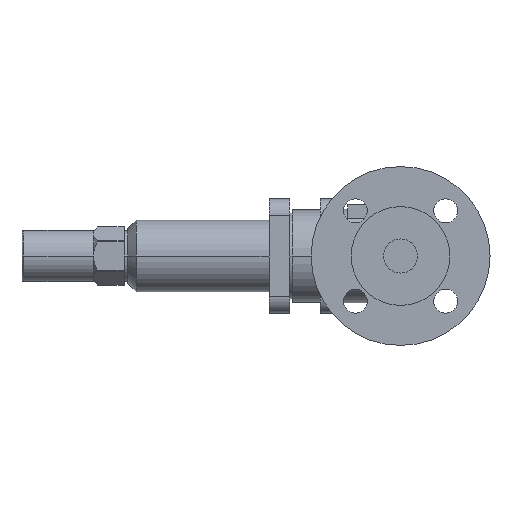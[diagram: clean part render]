
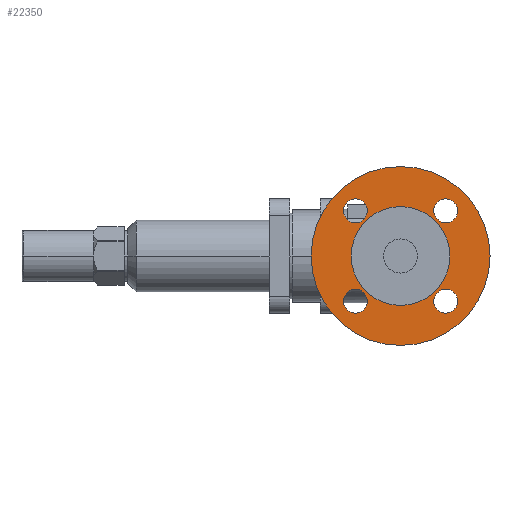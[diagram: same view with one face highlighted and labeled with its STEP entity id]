
A CAD part, left-side view. The second image highlights one B-rep face of the part: STEP entity #22350.
In plain terms, the highlighted planar face has unit normal (-1, 0, 0).
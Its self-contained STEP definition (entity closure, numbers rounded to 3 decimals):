
#13410=CARTESIAN_POINT('',(3.6,0.,52.5));
#13420=VERTEX_POINT('',#13410);
#13450=CARTESIAN_POINT('',(3.6,0.,0.));
#13460=DIRECTION('',(1.,0.,0.));
#13470=DIRECTION('',(0.,0.,-1.));
#13480=AXIS2_PLACEMENT_3D('',#13450,#13460,#13470);
#13490=CIRCLE('',#13480,52.5);
#13500=CARTESIAN_POINT('',(3.6,0.,-52.5));
#13510=VERTEX_POINT('',#13500);
#13520=EDGE_CURVE('',#13510,#13420,#13490,.T.);
#13900=CARTESIAN_POINT('',(3.6,26.517,
-33.517));
#13910=VERTEX_POINT('',#13900);
#13940=CARTESIAN_POINT('',(3.6,26.517,
-26.517));
#13950=DIRECTION('',(-1.,0.,0.));
#13960=DIRECTION('',(0.,0.,-1.));
#13970=AXIS2_PLACEMENT_3D('',#13940,#13950,#13960);
#13980=CIRCLE('',#13970,7.);
#13990=CARTESIAN_POINT('',(3.6,26.517,
-19.517));
#14000=VERTEX_POINT('',#13990);
#14010=EDGE_CURVE('',#14000,#13910,#13980,.T.);
#14390=CARTESIAN_POINT('',(3.6,-26.517,
-33.517));
#14400=VERTEX_POINT('',#14390);
#14560=CARTESIAN_POINT('',(3.6,-26.517,
-19.517));
#14570=VERTEX_POINT('',#14560);
#14600=CARTESIAN_POINT('',(3.6,-26.517,
-26.517));
#14610=DIRECTION('',(-1.,0.,0.));
#14620=DIRECTION('',(0.,0.,-1.));
#14630=AXIS2_PLACEMENT_3D('',#14600,#14610,#14620);
#14640=CIRCLE('',#14630,7.);
#14650=EDGE_CURVE('',#14400,#14570,#14640,.T.);
#14880=CARTESIAN_POINT('',(3.6,-26.517,
33.517));
#14890=VERTEX_POINT('',#14880);
#15050=CARTESIAN_POINT('',(3.6,-26.517,
19.517));
#15060=VERTEX_POINT('',#15050);
#15090=CARTESIAN_POINT('',(3.6,-26.517,
26.517));
#15100=DIRECTION('',(-1.,0.,0.));
#15110=DIRECTION('',(0.,0.,-1.));
#15120=AXIS2_PLACEMENT_3D('',#15090,#15100,#15110);
#15130=CIRCLE('',#15120,7.);
#15140=EDGE_CURVE('',#14890,#15060,#15130,.T.);
#15370=CARTESIAN_POINT('',(3.6,26.517,
19.517));
#15380=VERTEX_POINT('',#15370);
#15540=CARTESIAN_POINT('',(3.6,26.517,
33.517));
#15550=VERTEX_POINT('',#15540);
#15580=CARTESIAN_POINT('',(3.6,26.517,
26.517));
#15590=DIRECTION('',(-1.,0.,0.));
#15600=DIRECTION('',(0.,0.,-1.));
#15610=AXIS2_PLACEMENT_3D('',#15580,#15590,#15600);
#15620=CIRCLE('',#15610,7.);
#15630=EDGE_CURVE('',#15380,#15550,#15620,.T.);
#15860=CARTESIAN_POINT('',(3.6,-29.,0.));
#15870=VERTEX_POINT('',#15860);
#15900=CARTESIAN_POINT('',(3.6,0.,0.));
#15910=DIRECTION('',(-1.,0.,0.));
#15920=DIRECTION('',(0.,1.,0.));
#15930=AXIS2_PLACEMENT_3D('',#15900,#15910,#15920);
#15940=CIRCLE('',#15930,29.);
#15950=CARTESIAN_POINT('',(3.6,29.,0.));
#15960=VERTEX_POINT('',#15950);
#15970=EDGE_CURVE('',#15960,#15870,#15940,.T.);
#22000=CARTESIAN_POINT('',(3.6,40.75,0.)
);
#22010=DIRECTION('',(1.,0.,0.));
#22020=DIRECTION('',(0.,-1.,0.));
#22030=AXIS2_PLACEMENT_3D('',#22000,#22010,#22020);
#22040=PLANE('',#22030);
#22050=EDGE_CURVE('',#15870,#15960,#15940,.T.);
#22060=ORIENTED_EDGE('',*,*,#22050,.F.);
#22070=ORIENTED_EDGE('',*,*,#15970,.F.);
#22080=EDGE_LOOP('',(#22070,#22060));
#22090=FACE_BOUND('',#22080,.T.);
#22100=ORIENTED_EDGE('',*,*,#13520,.F.);
#22110=EDGE_CURVE('',#13420,#13510,#13490,.T.);
#22120=ORIENTED_EDGE('',*,*,#22110,.F.);
#22130=EDGE_LOOP('',(#22120,#22100));
#22140=FACE_OUTER_BOUND('',#22130,.T.);
#22150=ORIENTED_EDGE('',*,*,#14010,.F.);
#22160=EDGE_CURVE('',#13910,#14000,#13980,.T.);
#22170=ORIENTED_EDGE('',*,*,#22160,.F.);
#22180=EDGE_LOOP('',(#22170,#22150));
#22190=FACE_BOUND('',#22180,.T.);
#22200=EDGE_CURVE('',#14570,#14400,#14640,.T.);
#22210=ORIENTED_EDGE('',*,*,#22200,.F.);
#22220=ORIENTED_EDGE('',*,*,#14650,.F.);
#22230=EDGE_LOOP('',(#22220,#22210));
#22240=FACE_BOUND('',#22230,.T.);
#22250=EDGE_CURVE('',#15060,#14890,#15130,.T.);
#22260=ORIENTED_EDGE('',*,*,#22250,.F.);
#22270=ORIENTED_EDGE('',*,*,#15140,.F.);
#22280=EDGE_LOOP('',(#22270,#22260));
#22290=FACE_BOUND('',#22280,.T.);
#22300=EDGE_CURVE('',#15550,#15380,#15620,.T.);
#22310=ORIENTED_EDGE('',*,*,#22300,.F.);
#22320=ORIENTED_EDGE('',*,*,#15630,.F.);
#22330=EDGE_LOOP('',(#22320,#22310));
#22340=FACE_BOUND('',#22330,.T.);
#22350=ADVANCED_FACE('',(#22090,#22140,#22190,#22240,#22290,#22340),
#22040,.F.);
